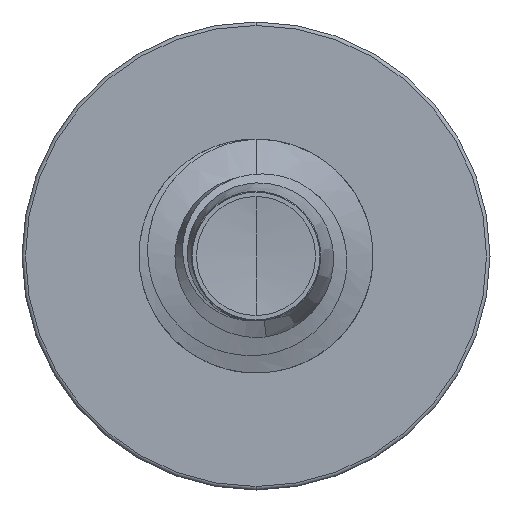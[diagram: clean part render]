
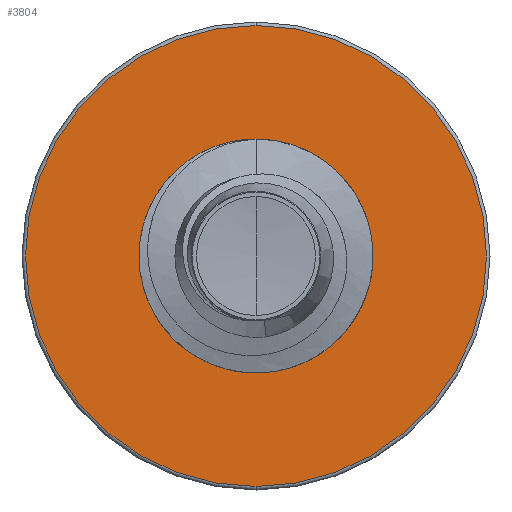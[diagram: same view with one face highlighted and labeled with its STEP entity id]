
A CAD part, front view. The second image highlights one B-rep face of the part: STEP entity #3804.
In plain terms, the highlighted planar face has unit normal (0, -1, 0).
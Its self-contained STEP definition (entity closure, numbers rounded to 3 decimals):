
#189 = CIRCLE ( 'NONE', #225, 1.379 ) ;
#225 = AXIS2_PLACEMENT_3D ( 'NONE', #3398, #3397, #3386 ) ;
#923 = AXIS2_PLACEMENT_3D ( 'NONE', #1980, #1970, #1969 ) ;
#1241 = FACE_OUTER_BOUND ( 'NONE', #4811, .T. ) ;
#1466 = FACE_BOUND ( 'NONE', #3010, .T. ) ;
#1675 = CARTESIAN_POINT ( 'NONE',  ( 0., 2.25, -1.379 ) ) ;
#1859 = VERTEX_POINT ( 'NONE', #4315 ) ;
#1928 = DIRECTION ( 'NONE',  ( 0., 0., 1. ) ) ;
#1931 = DIRECTION ( 'NONE',  ( 0., 1., 0. ) ) ;
#1942 = CARTESIAN_POINT ( 'NONE',  ( 0., 2.25, 0. ) ) ;
#1969 = DIRECTION ( 'NONE',  ( 0., 0., 1. ) ) ;
#1970 = DIRECTION ( 'NONE',  ( 0., 1., 0. ) ) ;
#1980 = CARTESIAN_POINT ( 'NONE',  ( 0., 2.25, 0. ) ) ;
#2177 = EDGE_CURVE ( 'NONE', #2649, #6891, #189, .T. ) ;
#2371 = DIRECTION ( 'NONE',  ( 0., 0., 1. ) ) ;
#2380 = CARTESIAN_POINT ( 'NONE',  ( 0., 2.25, 1.379 ) ) ;
#2390 = PLANE ( 'NONE',  #7348 ) ;
#2408 = CARTESIAN_POINT ( 'NONE',  ( 0., 2.25, -0.693 ) ) ;
#2559 = DIRECTION ( 'NONE',  ( 0., 1., 0. ) ) ;
#2575 = EDGE_CURVE ( 'NONE', #5320, #1859, #2747, .T. ) ;
#2649 = VERTEX_POINT ( 'NONE', #1675 ) ;
#2747 = CIRCLE ( 'NONE', #923, 0.693 ) ;
#3010 = EDGE_LOOP ( 'NONE', ( #5111, #3208 ) ) ;
#3208 = ORIENTED_EDGE ( 'NONE', *, *, #4200, .T. ) ;
#3386 = DIRECTION ( 'NONE',  ( 0., 0., 1. ) ) ;
#3397 = DIRECTION ( 'NONE',  ( 0., 1., 0. ) ) ;
#3398 = CARTESIAN_POINT ( 'NONE',  ( 0., 2.25, 0. ) ) ;
#3804 = ADVANCED_FACE ( 'NONE', ( #1241, #1466 ), #2390, .F. ) ;
#4200 = EDGE_CURVE ( 'NONE', #1859, #5320, #6007, .T. ) ;
#4315 = CARTESIAN_POINT ( 'NONE',  ( 0., 2.25, -0.693 ) ) ;
#4811 = EDGE_LOOP ( 'NONE', ( #5015, #5053 ) ) ;
#4881 = CIRCLE ( 'NONE', #5520, 1.379 ) ;
#5015 = ORIENTED_EDGE ( 'NONE', *, *, #8113, .F. ) ;
#5053 = ORIENTED_EDGE ( 'NONE', *, *, #2177, .F. ) ;
#5111 = ORIENTED_EDGE ( 'NONE', *, *, #2575, .T. ) ;
#5320 = VERTEX_POINT ( 'NONE', #7725 ) ;
#5520 = AXIS2_PLACEMENT_3D ( 'NONE', #6376, #6363, #6356 ) ;
#6007 = CIRCLE ( 'NONE', #7564, 0.693 ) ;
#6356 = DIRECTION ( 'NONE',  ( 0., 0., 1. ) ) ;
#6363 = DIRECTION ( 'NONE',  ( 0., 1., 0. ) ) ;
#6376 = CARTESIAN_POINT ( 'NONE',  ( 0., 2.25, 0. ) ) ;
#6891 = VERTEX_POINT ( 'NONE', #2380 ) ;
#7348 = AXIS2_PLACEMENT_3D ( 'NONE', #2408, #2559, #2371 ) ;
#7564 = AXIS2_PLACEMENT_3D ( 'NONE', #1942, #1931, #1928 ) ;
#7725 = CARTESIAN_POINT ( 'NONE',  ( 0., 2.25, 0.693 ) ) ;
#8113 = EDGE_CURVE ( 'NONE', #6891, #2649, #4881, .T. ) ;
